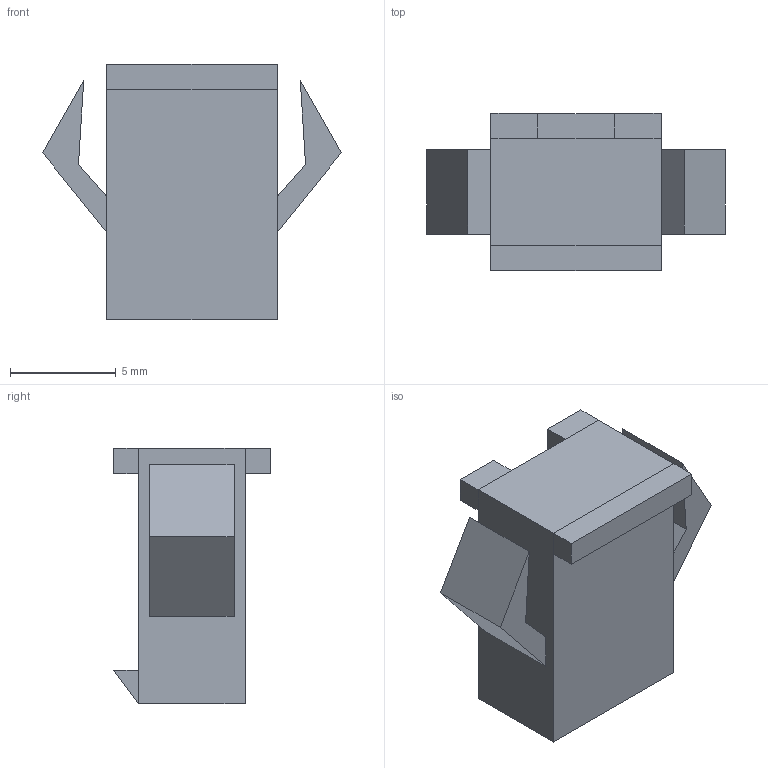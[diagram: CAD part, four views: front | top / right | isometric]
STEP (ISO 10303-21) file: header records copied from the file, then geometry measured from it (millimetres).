
FILE_DESCRIPTION(('FreeCAD Model'),'2;1');
FILE_NAME('LEDSTR_CONNECTOR_FEMALE.step','2020-09-06T23:43:49',('Author'),(''), 'Open CASCADE STEP processor 7.3','FreeCAD','Unknown');
FILE_SCHEMA(('AUTOMOTIVE_DESIGN { 1 0 10303 214 1 1 1 1 }'));
Length unit declared in the file: millimetre
Products named in the file (1): Pad003
Bounding box: 14.13 x 7.43 x 12.1 mm (x, y, z)
Volume: 553.1 mm3; surface area: 629.8 mm2
Topology: 1 solids, 1 shells, 64 faces, 147 edges, 90 vertices
Faces by surface type: plane 64
Entity records: 1761 total; most frequent: CARTESIAN_POINT 302, ORIENTED_EDGE 294, DIRECTION 277, EDGE_CURVE 147, LINE 147, VECTOR 147, VERTEX_POINT 90, FACE_BOUND 69
